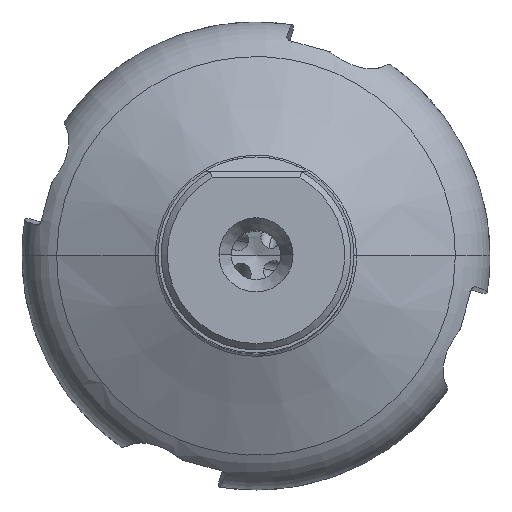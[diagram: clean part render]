
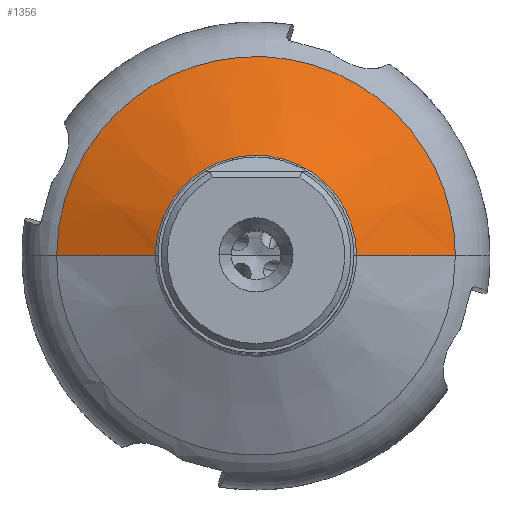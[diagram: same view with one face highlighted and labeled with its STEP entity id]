
A CAD part, top view. The second image highlights one B-rep face of the part: STEP entity #1356.
In plain terms, the highlighted conical face has half-angle 64 degrees and reference radius 24.288 mm.
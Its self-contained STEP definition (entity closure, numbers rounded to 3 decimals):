
#445=CONICAL_SURFACE('',#11018,24.288,64.);
#1356=ADVANCED_FACE('',(#2202),#445,.T.);
#2202=FACE_OUTER_BOUND('',#2800,.T.);
#2800=EDGE_LOOP('',(#3944,#3945,#3946,#3947));
#3944=ORIENTED_EDGE('',*,*,#8371,.F.);
#3945=ORIENTED_EDGE('',*,*,#8372,.F.);
#3946=ORIENTED_EDGE('',*,*,#8373,.T.);
#3947=ORIENTED_EDGE('',*,*,#8374,.F.);
#7275=VERTEX_POINT('',#14937);
#7276=VERTEX_POINT('',#14938);
#7277=VERTEX_POINT('',#14957);
#7278=VERTEX_POINT('',#14962);
#8371=EDGE_CURVE('',#7275,#7276,#10010,.T.);
#8372=EDGE_CURVE('',#7277,#7275,#10011,.T.);
#8373=EDGE_CURVE('',#7277,#7278,#10012,.T.);
#8374=EDGE_CURVE('',#7276,#7278,#10013,.T.);
#10010=B_SPLINE_CURVE_WITH_KNOTS('',3,(#14933,#14934,#14935,#14936),
 .UNSPECIFIED.,.F.,.F.,(4,4),(0.,1.),.UNSPECIFIED.);
#10011=B_SPLINE_CURVE_WITH_KNOTS('',3,(#14939,#14940,#14941,#14942,#14943,
#14944,#14945,#14946,#14947,#14948,#14949,#14950,#14951,#14952,#14953,#14954,
#14955,#14956),.UNSPECIFIED.,.F.,.F.,(4,2,2,2,2,2,2,2,4),(0.,0.125,0.25,
0.375,0.5,0.625,0.75,0.875,1.),.UNSPECIFIED.);
#10012=B_SPLINE_CURVE_WITH_KNOTS('',3,(#14958,#14959,#14960,#14961),
 .UNSPECIFIED.,.F.,.F.,(4,4),(0.,1.),.UNSPECIFIED.);
#10013=B_SPLINE_CURVE_WITH_KNOTS('',3,(#14963,#14964,#14965,#14966,#14967,
#14968,#14969,#14970,#14971,#14972),.UNSPECIFIED.,.F.,.F.,(4,2,2,2,4),(0.,
0.25,0.5,0.75,1.),.UNSPECIFIED.);
#11018=AXIS2_PLACEMENT_3D('',#14973,#12151,#12152);
#12151=DIRECTION('',(0.,0.,-1.));
#12152=DIRECTION('',(1.,0.,0.));
#14933=CARTESIAN_POINT('',(32.278,0.,-53.048));
#14934=CARTESIAN_POINT('',(26.951,0.,-50.45));
#14935=CARTESIAN_POINT('',(21.625,0.,-47.852));
#14936=CARTESIAN_POINT('',(16.298,0.,-45.253));
#14937=CARTESIAN_POINT('',(32.278,0.,-53.048));
#14938=CARTESIAN_POINT('',(16.298,0.,-45.253));
#14939=CARTESIAN_POINT('',(-32.278,0.,-53.048));
#14940=CARTESIAN_POINT('',(-32.278,4.225,-53.048));
#14941=CARTESIAN_POINT('',(-31.438,8.449,-53.048));
#14942=CARTESIAN_POINT('',(-28.204,16.256,-53.048));
#14943=CARTESIAN_POINT('',(-25.812,19.837,-53.048));
#14944=CARTESIAN_POINT('',(-19.837,25.812,-53.048));
#14945=CARTESIAN_POINT('',(-16.256,28.204,-53.048));
#14946=CARTESIAN_POINT('',(-8.449,31.438,-53.048));
#14947=CARTESIAN_POINT('',(-4.225,32.278,-53.048));
#14948=CARTESIAN_POINT('',(4.225,32.278,-53.048));
#14949=CARTESIAN_POINT('',(8.449,31.438,-53.048));
#14950=CARTESIAN_POINT('',(16.256,28.204,-53.048));
#14951=CARTESIAN_POINT('',(19.837,25.812,-53.048));
#14952=CARTESIAN_POINT('',(25.812,19.837,-53.048));
#14953=CARTESIAN_POINT('',(28.204,16.256,-53.048));
#14954=CARTESIAN_POINT('',(31.438,8.449,-53.048));
#14955=CARTESIAN_POINT('',(32.278,4.225,-53.048));
#14956=CARTESIAN_POINT('',(32.278,0.,-53.048));
#14957=CARTESIAN_POINT('',(-32.278,0.,-53.048));
#14958=CARTESIAN_POINT('',(-32.278,0.,-53.048));
#14959=CARTESIAN_POINT('',(-26.951,0.,-50.45));
#14960=CARTESIAN_POINT('',(-21.625,0.,-47.852));
#14961=CARTESIAN_POINT('',(-16.298,0.,-45.253));
#14962=CARTESIAN_POINT('',(-16.298,0.,-45.253));
#14963=CARTESIAN_POINT('',(16.298,0.,-45.253));
#14964=CARTESIAN_POINT('',(16.298,4.267,-45.253));
#14965=CARTESIAN_POINT('',(14.541,8.507,-45.253));
#14966=CARTESIAN_POINT('',(8.507,14.541,-45.253));
#14967=CARTESIAN_POINT('',(4.267,16.298,-45.253));
#14968=CARTESIAN_POINT('',(-4.267,16.298,-45.253));
#14969=CARTESIAN_POINT('',(-8.507,14.541,-45.253));
#14970=CARTESIAN_POINT('',(-14.541,8.507,-45.253));
#14971=CARTESIAN_POINT('',(-16.298,4.267,-45.253));
#14972=CARTESIAN_POINT('',(-16.298,0.,-45.253));
#14973=CARTESIAN_POINT('',(0.,0.,-49.151));
